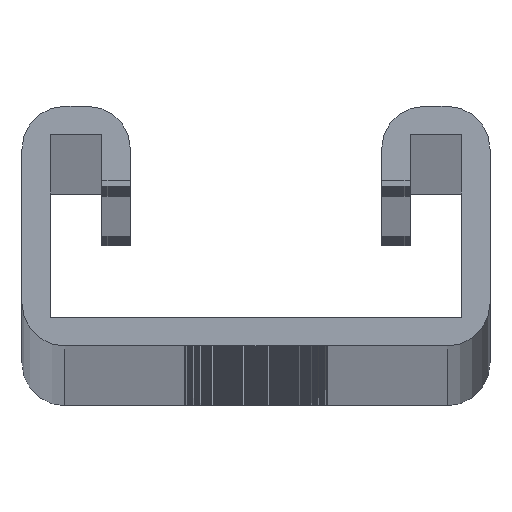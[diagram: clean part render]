
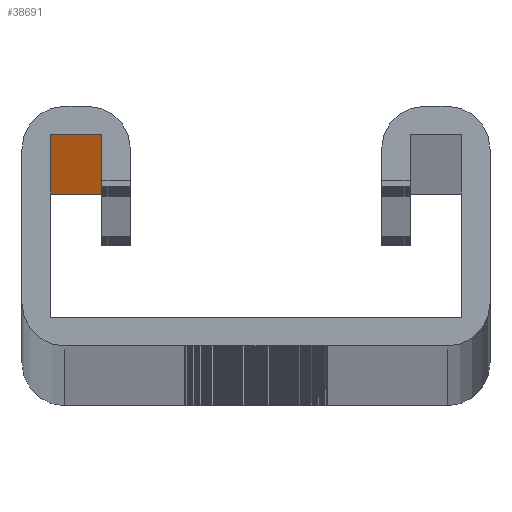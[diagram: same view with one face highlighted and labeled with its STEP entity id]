
A CAD part, top view. The second image highlights one B-rep face of the part: STEP entity #38691.
In plain terms, the highlighted planar face has unit normal (0, -1, 0).
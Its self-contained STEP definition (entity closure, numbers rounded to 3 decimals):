
#89 = ORIENTED_EDGE ( 'NONE', *, *, #33612, .F. ) ;
#233 = CARTESIAN_POINT ( 'NONE',  ( -18., 18.5, -1500. ) ) ;
#1839 = CARTESIAN_POINT ( 'NONE',  ( -13.5, 18.5, -1500. ) ) ;
#2633 = DIRECTION ( 'NONE',  ( 0., -1., 0. ) ) ;
#3200 = VERTEX_POINT ( 'NONE', #35336 ) ;
#6348 = AXIS2_PLACEMENT_3D ( 'NONE', #36268, #2633, #31652 ) ;
#7046 = ORIENTED_EDGE ( 'NONE', *, *, #14771, .T. ) ;
#8923 = CARTESIAN_POINT ( 'NONE',  ( 0., 18.5, 0. ) ) ;
#9764 = VECTOR ( 'NONE', #22689, 1000. ) ;
#12873 = CARTESIAN_POINT ( 'NONE',  ( -18., 18.5, -3000. ) ) ;
#14165 = CARTESIAN_POINT ( 'NONE',  ( -20.5, 18.5, -3000. ) ) ;
#14364 = DIRECTION ( 'NONE',  ( 1., 0., 0. ) ) ;
#14771 = EDGE_CURVE ( 'NONE', #19484, #23623, #45694, .T. ) ;
#16339 = LINE ( 'NONE', #233, #21559 ) ;
#19218 = CARTESIAN_POINT ( 'NONE',  ( -13.5, 18.5, -3000. ) ) ;
#19463 = VERTEX_POINT ( 'NONE', #41557 ) ;
#19484 = VERTEX_POINT ( 'NONE', #12873 ) ;
#19998 = FACE_OUTER_BOUND ( 'NONE', #23916, .T. ) ;
#21559 = VECTOR ( 'NONE', #53124, 1000. ) ;
#22689 = DIRECTION ( 'NONE',  ( 1., 0., 0. ) ) ;
#23623 = VERTEX_POINT ( 'NONE', #19218 ) ;
#23787 = EDGE_CURVE ( 'NONE', #3200, #19484, #16339, .T. ) ;
#23916 = EDGE_LOOP ( 'NONE', ( #57900, #39465, #7046, #89 ) ) ;
#31652 = DIRECTION ( 'NONE',  ( 0., 0., -1. ) ) ;
#32415 = EDGE_CURVE ( 'NONE', #3200, #19463, #41161, .T. ) ;
#33612 = EDGE_CURVE ( 'NONE', #19463, #23623, #45457, .T. ) ;
#35170 = VECTOR ( 'NONE', #14364, 1000. ) ;
#35336 = CARTESIAN_POINT ( 'NONE',  ( -18., 18.5, 0. ) ) ;
#35477 = DIRECTION ( 'NONE',  ( 0., 0., -1. ) ) ;
#36268 = CARTESIAN_POINT ( 'NONE',  ( -20.5, 18.5, -1500. ) ) ;
#38691 = ADVANCED_FACE ( 'NONE', ( #19998 ), #59901, .T. ) ;
#39465 = ORIENTED_EDGE ( 'NONE', *, *, #23787, .T. ) ;
#41161 = LINE ( 'NONE', #8923, #9764 ) ;
#41557 = CARTESIAN_POINT ( 'NONE',  ( -13.5, 18.5, 0. ) ) ;
#43995 = VECTOR ( 'NONE', #35477, 1000. ) ;
#45457 = LINE ( 'NONE', #1839, #43995 ) ;
#45694 = LINE ( 'NONE', #14165, #35170 ) ;
#53124 = DIRECTION ( 'NONE',  ( 0., 0., -1. ) ) ;
#57900 = ORIENTED_EDGE ( 'NONE', *, *, #32415, .F. ) ;
#59901 = PLANE ( 'NONE',  #6348 ) ;
